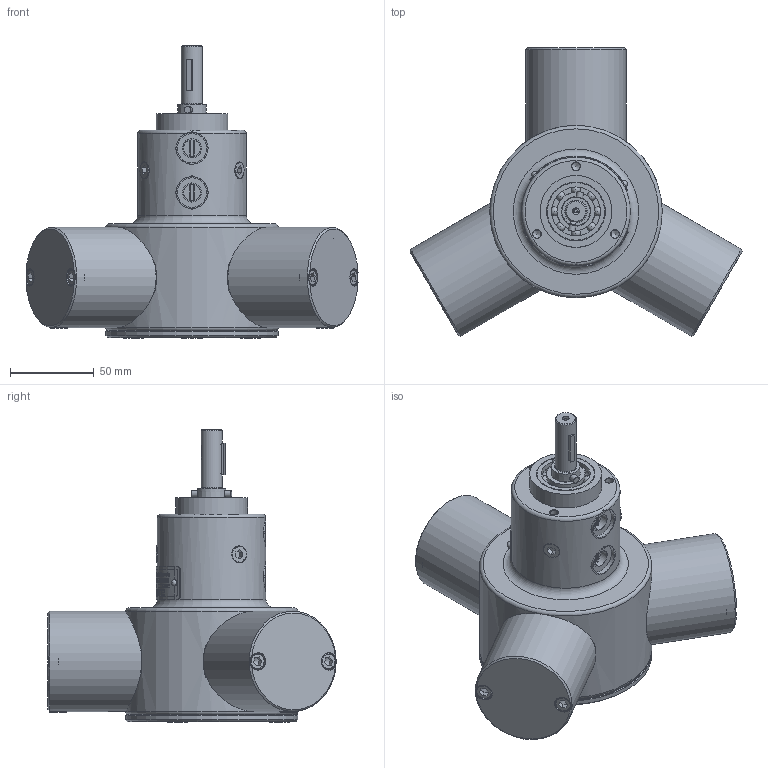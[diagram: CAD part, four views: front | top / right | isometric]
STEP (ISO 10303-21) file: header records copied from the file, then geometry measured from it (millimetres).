
FILE_DESCRIPTION(/* description */ (''),/* implementation_level */ '2;1');
FILE_NAME(/* name */ '980.35.A.stp',/* time_stamp */ '2024-04-22T12:25:14+01:00',/* author */ ('michael.drake'),/* organization */ (''),/* preprocessor_version */ 'ST-DEVELOPER v20',/* originating_system */ 'Autodesk Inventor 2024',/* authorisation */ '');
FILE_SCHEMA (('AUTOMOTIVE_DESIGN { 1 0 10303 214 3 1 1 }'));
Length unit declared in the file: millimetre
Products named in the file (1): Part1
Bounding box: 198.6 x 172.48 x 174.94 mm (x, y, z)
Volume: 973074.9 mm3; surface area: 303459.2 mm2
Topology: 72 solids, 72 shells, 2364 faces, 6140 edges, 4040 vertices
Faces by surface type: plane 949, bspline 650, cylinder 439, cone 202, torus 100, sphere 24
Full cylindrical faces by diameter (mm): 2 x3, 2.2 x2, 2.4 x2, 3.242 x6, 4 x8, 4.3 x6, 4.917 x14, 6 x10, 6.2 x6, 6.5 x8, 6.647 x1, 7.8 x6, 8 x17, 8.566 x4, 9 x1, 10 x8, 10.2 x6, 11.3 x2, 11.445 x2, 11.63 x1, 12 x11, 12.7 x1, 16 x2, 17 x6, 17.6 x2, 19 x4, 19.75 x1, 20 x3, 20.15 x2, 22.76 x4
Entity records: 93846 total; most frequent: CARTESIAN_POINT 36900, ORIENTED_EDGE 12146, DIRECTION 9568, EDGE_CURVE 6073, VERTEX_POINT 4064, AXIS2_PLACEMENT_3D 3432, EDGE_LOOP 2743, LINE 2704
